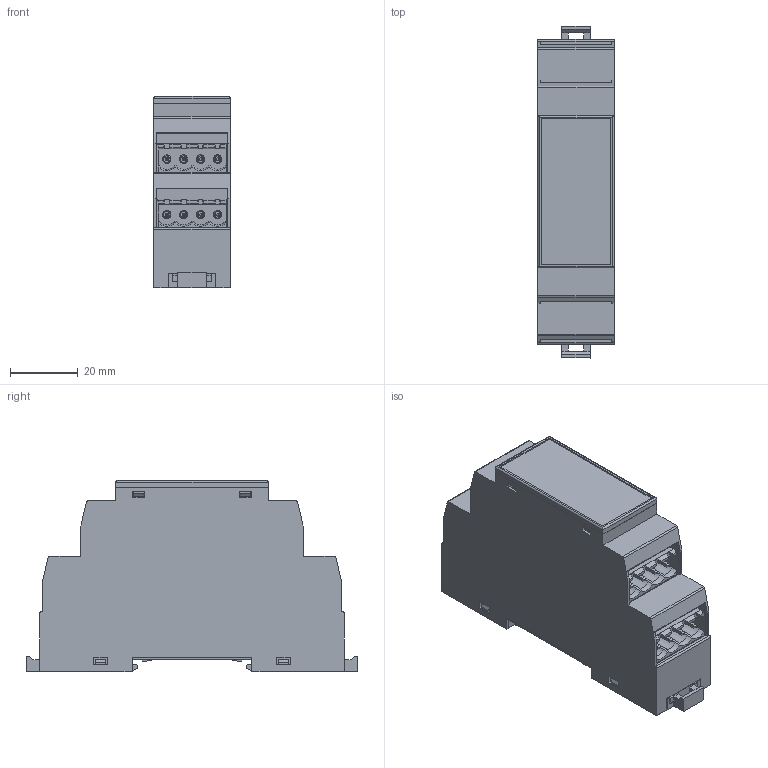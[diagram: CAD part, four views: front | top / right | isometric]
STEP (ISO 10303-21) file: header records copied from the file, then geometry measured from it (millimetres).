
FILE_DESCRIPTION( ( 'STEP AP203' ), '1' );
FILE_NAME( 'CEM22-H-N.stp', ' ', ( ' ' ), ( ' ' ), 'PSStep 15.0.49', 'VISI 20.0', ' ' );
FILE_SCHEMA( ( 'AUTOMOTIVE_DESIGN { 1 0 10303 214 1 1 1 1 }' ) );
Length unit declared in the file: millimetre
Products named in the file (1): 1
Bounding box: 22.5 x 98 x 56.4 mm (x, y, z)
Volume: 19776.3 mm3; surface area: 38418.9 mm2
Topology: 1 solids, 19 shells, 1392 faces, 3717 edges, 2423 vertices
Faces by surface type: plane 1200, cylinder 94, torus 66, cone 32
Full cylindrical faces by diameter (mm): 1.2 x4, 1.5 x8, 2 x14, 2.5 x4
Entity records: 53080 total; most frequent: CARTESIAN_POINT 7701, ORIENTED_EDGE 7102, DIRECTION 6567, EDGE_CURVE 3551, LINE 3233, VECTOR 3233, VERTEX_POINT 2403, AXIS2_PLACEMENT_3D 1667
